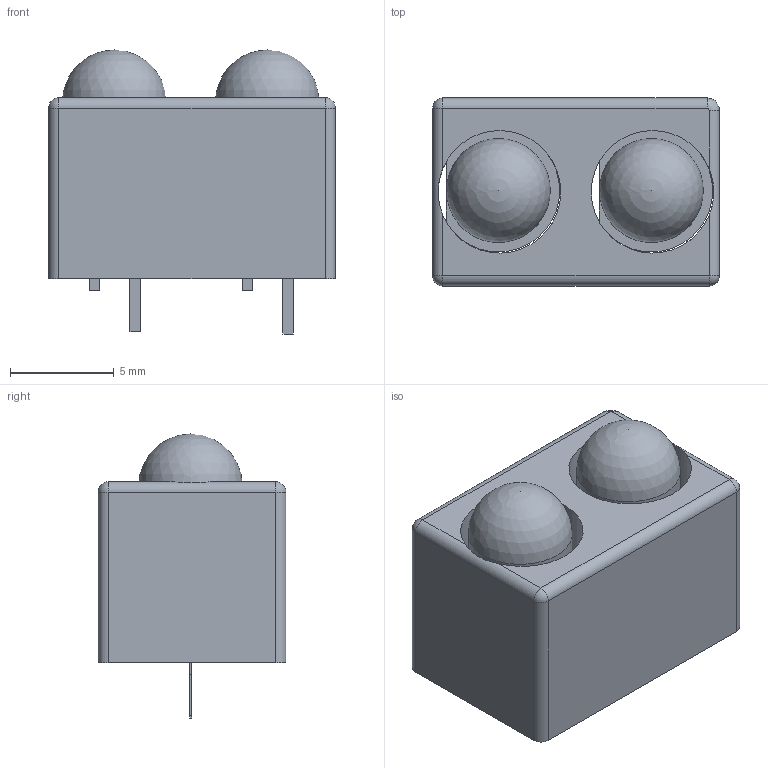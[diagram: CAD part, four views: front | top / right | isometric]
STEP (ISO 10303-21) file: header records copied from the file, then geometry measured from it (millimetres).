
FILE_DESCRIPTION(/* description */ (''),/* implementation_level */ '2;1');
FILE_NAME(/* name */ 'LEDcASE v8.step',/* time_stamp */ '2022-12-27T13:50:31-05:00',/* author */ (''),/* organization */ (''),/* preprocessor_version */ 'ST-DEVELOPER v19.2',/* originating_system */ 'Autodesk Translation Framework v11.17.0.187',/* authorisation */ '');
FILE_SCHEMA (('AUTOMOTIVE_DESIGN { 1 0 10303 214 3 1 1 }'));
Length unit declared in the file: millimetre
Products named in the file (4): LEDcASE; Led emisor v3; Led receptor v1; Led receptor v3
Assembly tree (3 placements, depth 3):
  LEDcASE
    Led emisor v3
      Led receptor v1
    Led receptor v3
Bounding box: 13.82 x 9.04 x 13.67 mm (x, y, z)
Volume: 966.9 mm3; surface area: 1237.9 mm2
Topology: 8 solids, 8 shells, 89 faces, 205 edges, 129 vertices
Faces by surface type: plane 61, cylinder 14, sphere 9, bspline 5
Full cylindrical faces by diameter (mm): 5 x2, 5.9 x2
Entity records: 2733 total; most frequent: CARTESIAN_POINT 557, DIRECTION 452, ORIENTED_EDGE 400, EDGE_CURVE 200, AXIS2_PLACEMENT_3D 164, VERTEX_POINT 129, LINE 124, VECTOR 124
